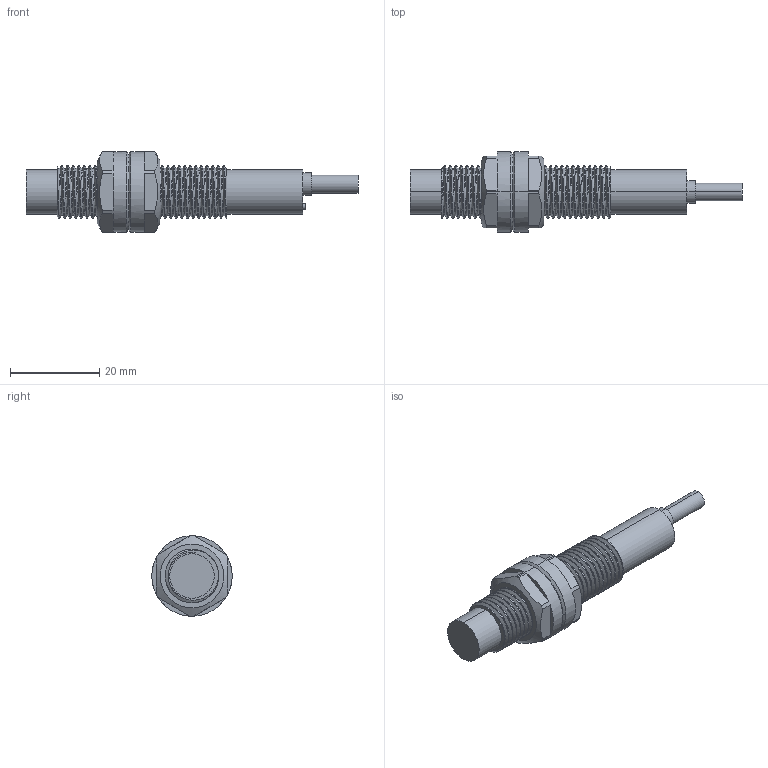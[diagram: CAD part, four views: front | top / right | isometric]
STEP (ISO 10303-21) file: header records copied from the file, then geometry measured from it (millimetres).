
FILE_DESCRIPTION (( 'STEP AP214' ), '1' );
FILE_NAME ('PXCAPCKN12-06NO_3D.STEP', '2022-11-17T18:26:52', ( '' ), ( '' ), 'SwSTEP 2.0', 'SolidWorks 2022', '' );
FILE_SCHEMA (( 'AUTOMOTIVE_DESIGN' ));
Length unit declared in the file: inch
Products named in the file (1): PXCAPCKN12-06NO_3D
Bounding box: 74.35 x 18 x 18 mm (x, y, z)
Volume: 7517.2 mm3; surface area: 4863.6 mm2
Topology: 2 solids, 2 shells, 130 faces, 349 edges, 233 vertices
Faces by surface type: cylinder 85, plane 36, bspline 5, cone 4
Entity records: 11141 total; most frequent: CARTESIAN_POINT 6657, ORIENTED_EDGE 698, DIRECTION 516, EDGE_CURVE 349, VERTEX_POINT 233, AXIS2_PLACEMENT_3D 195, EDGE_LOOP 142, ADVANCED_FACE 130
